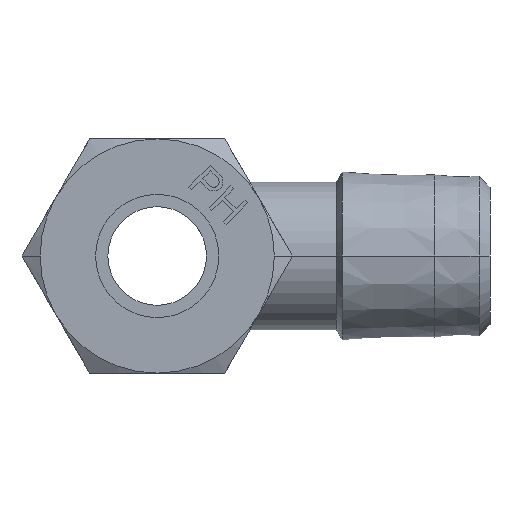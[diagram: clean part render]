
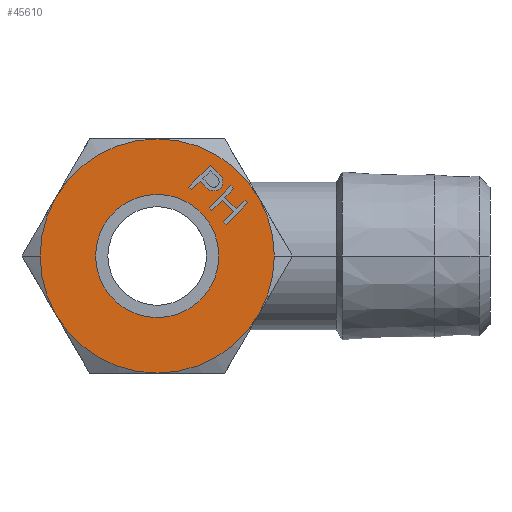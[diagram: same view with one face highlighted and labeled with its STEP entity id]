
A CAD part, left-side view. The second image highlights one B-rep face of the part: STEP entity #45610.
In plain terms, the highlighted face is planar.
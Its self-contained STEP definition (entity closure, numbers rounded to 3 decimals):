
#43530=CARTESIAN_POINT('',(7.75,4.75,0.));
#43540=DIRECTION('',(1.,-0.,-0.));
#43550=DIRECTION('',(-0.,-1.,0.));
#43560=AXIS2_PLACEMENT_3D('',#43530,#43540,#43550);
#43570=PLANE('',#43560);
#43580=CARTESIAN_POINT('',(7.75,0.,0.));
#43590=DIRECTION('',(-1.,0.,0.));
#43600=DIRECTION('',(0.,1.,0.));
#43610=AXIS2_PLACEMENT_3D('',#43580,#43590,#43600);
#43620=CIRCLE('',#43610,9.5);
#43630=CARTESIAN_POINT('',(7.75,-8.227,4.75));
#43640=VERTEX_POINT('',#43630);
#43650=CARTESIAN_POINT('',(7.75,0.,9.5));
#43660=VERTEX_POINT('',#43650);
#43670=EDGE_CURVE('',#43640,#43660,#43620,.T.);
#43680=ORIENTED_EDGE('',*,*,#43670,.F.);
#43690=CARTESIAN_POINT('',(7.75,8.227,4.75));
#43700=VERTEX_POINT('',#43690);
#43710=EDGE_CURVE('',#43660,#43700,#43620,.T.);
#43720=ORIENTED_EDGE('',*,*,#43710,.F.);
#43730=CARTESIAN_POINT('',(7.75,9.5,0.));
#43740=VERTEX_POINT('',#43730);
#43750=EDGE_CURVE('',#43700,#43740,#43620,.T.);
#43760=ORIENTED_EDGE('',*,*,#43750,.F.);
#43770=CARTESIAN_POINT('',(7.75,8.227,-4.75));
#43780=VERTEX_POINT('',#43770);
#43790=EDGE_CURVE('',#43740,#43780,#43620,.T.);
#43800=ORIENTED_EDGE('',*,*,#43790,.F.);
#43810=CARTESIAN_POINT('',(7.75,0.,-9.5));
#43820=VERTEX_POINT('',#43810);
#43830=EDGE_CURVE('',#43780,#43820,#43620,.T.);
#43840=ORIENTED_EDGE('',*,*,#43830,.F.);
#43850=CARTESIAN_POINT('',(7.75,-8.227,-4.75));
#43860=VERTEX_POINT('',#43850);
#43870=EDGE_CURVE('',#43820,#43860,#43620,.T.);
#43880=ORIENTED_EDGE('',*,*,#43870,.F.);
#43890=CARTESIAN_POINT('',(7.75,-9.5,0.));
#43900=VERTEX_POINT('',#43890);
#43910=EDGE_CURVE('',#43860,#43900,#43620,.T.);
#43920=ORIENTED_EDGE('',*,*,#43910,.F.);
#43930=EDGE_CURVE('',#43900,#43640,#43620,.T.);
#43940=ORIENTED_EDGE('',*,*,#43930,.F.);
#43950=EDGE_LOOP('',(#43940,#43920,#43880,#43840,#43800,#43760,#43720,
#43680));
#43960=FACE_OUTER_BOUND('',#43950,.T.);
#43970=CARTESIAN_POINT('',(7.75,0.,0.));
#43980=DIRECTION('',(1.,0.,0.));
#43990=DIRECTION('',(0.,-1.,0.));
#44000=AXIS2_PLACEMENT_3D('',#43970,#43980,#43990);
#44010=CIRCLE('',#44000,5.);
#44020=CARTESIAN_POINT('',(7.75,-5.,0.));
#44030=VERTEX_POINT('',#44020);
#44040=CARTESIAN_POINT('',(7.75,5.,0.));
#44050=VERTEX_POINT('',#44040);
#44060=EDGE_CURVE('',#44030,#44050,#44010,.T.);
#44070=ORIENTED_EDGE('',*,*,#44060,.F.);
#44080=EDGE_CURVE('',#44050,#44030,#44010,.T.);
#44090=ORIENTED_EDGE('',*,*,#44080,.F.);
#44100=EDGE_LOOP('',(#44090,#44070));
#44110=FACE_BOUND('',#44100,.T.);
#44120=CARTESIAN_POINT('',(7.75,-3.041,0.));
#44130=DIRECTION('',(0.,0.707,0.707));
#44140=VECTOR('',#44130,1.);
#44150=LINE('',#44120,#44140);
#44160=CARTESIAN_POINT('',(7.75,2.546,5.586));
#44170=VERTEX_POINT('',#44160);
#44180=CARTESIAN_POINT('',(7.75,4.313,7.354));
#44190=VERTEX_POINT('',#44180);
#44200=EDGE_CURVE('',#44170,#44190,#44150,.T.);
#44210=ORIENTED_EDGE('',*,*,#44200,.T.);
#44220=CARTESIAN_POINT('',(7.75,8.132,0.));
#44230=DIRECTION('',(0.,-0.707,0.707));
#44240=VECTOR('',#44230,1.);
#44250=LINE('',#44220,#44240);
#44260=CARTESIAN_POINT('',(7.75,2.775,5.356));
#44270=VERTEX_POINT('',#44260);
#44280=EDGE_CURVE('',#44270,#44170,#44250,.T.);
#44290=ORIENTED_EDGE('',*,*,#44280,.T.);
#44300=CARTESIAN_POINT('',(7.75,0.,2.581));
#44310=DIRECTION('',(0.,-0.707,-0.707));
#44320=VECTOR('',#44310,1.);
#44330=LINE('',#44300,#44320);
#44340=CARTESIAN_POINT('',(7.75,3.483,6.063));
#44350=VERTEX_POINT('',#44340);
#44360=EDGE_CURVE('',#44350,#44270,#44330,.T.);
#44370=ORIENTED_EDGE('',*,*,#44360,.T.);
#44380=CARTESIAN_POINT('',(7.75,0.,9.546));
#44390=DIRECTION('',(0.,-0.707,0.707));
#44400=VECTOR('',#44390,1.);
#44410=LINE('',#44380,#44400);
#44420=CARTESIAN_POINT('',(7.75,4.048,5.498));
#44430=VERTEX_POINT('',#44420);
#44440=EDGE_CURVE('',#44430,#44350,#44410,.T.);
#44450=ORIENTED_EDGE('',*,*,#44440,.T.);
#44460=CARTESIAN_POINT('',(7.75,4.579,6.028));
#44470=DIRECTION('',(1.,0.,0.));
#44480=DIRECTION('',(0.,0.,-1.));
#44490=AXIS2_PLACEMENT_3D('',#44460,#44470,#44480);
#44500=CIRCLE('',#44490,0.75);
#44510=CARTESIAN_POINT('',(7.75,5.109,6.558));
#44520=VERTEX_POINT('',#44510);
#44530=EDGE_CURVE('',#44430,#44520,#44500,.T.);
#44540=ORIENTED_EDGE('',*,*,#44530,.F.);
#44550=CARTESIAN_POINT('',(7.75,11.667,0.));
#44560=DIRECTION('',(0.,0.707,-0.707));
#44570=VECTOR('',#44560,1.);
#44580=LINE('',#44550,#44570);
#44590=EDGE_CURVE('',#44190,#44520,#44580,.T.);
#44600=ORIENTED_EDGE('',*,*,#44590,.T.);
#44610=EDGE_LOOP('',(#44600,#44540,#44450,#44370,#44290,#44210));
#44620=FACE_BOUND('',#44610,.T.);
#44630=CARTESIAN_POINT('',(7.75,0.283,0.));
#44640=DIRECTION('',(0.,0.707,0.707));
#44650=VECTOR('',#44640,1.);
#44660=LINE('',#44630,#44650);
#44670=CARTESIAN_POINT('',(7.75,4.207,3.924));
#44680=VERTEX_POINT('',#44670);
#44690=CARTESIAN_POINT('',(7.75,5.975,5.692));
#44700=VERTEX_POINT('',#44690);
#44710=EDGE_CURVE('',#44680,#44700,#44660,.T.);
#44720=ORIENTED_EDGE('',*,*,#44710,.T.);
#44730=CARTESIAN_POINT('',(7.75,8.132,0.));
#44740=DIRECTION('',(0.,-0.707,0.707));
#44750=VECTOR('',#44740,1.);
#44760=LINE('',#44730,#44750);
#44770=CARTESIAN_POINT('',(7.75,4.437,3.695));
#44780=VERTEX_POINT('',#44770);
#44790=EDGE_CURVE('',#44780,#44680,#44760,.T.);
#44800=ORIENTED_EDGE('',*,*,#44790,.T.);
#44810=CARTESIAN_POINT('',(7.75,0.742,0.));
#44820=DIRECTION('',(0.,-0.707,-0.707));
#44830=VECTOR('',#44820,1.);
#44840=LINE('',#44810,#44830);
#44850=CARTESIAN_POINT('',(7.75,5.268,4.525));
#44860=VERTEX_POINT('',#44850);
#44870=EDGE_CURVE('',#44860,#44780,#44840,.T.);
#44880=ORIENTED_EDGE('',*,*,#44870,.T.);
#44890=CARTESIAN_POINT('',(7.75,0.,9.793));
#44900=DIRECTION('',(0.,-0.707,0.707));
#44910=VECTOR('',#44900,1.);
#44920=LINE('',#44890,#44910);
#44930=CARTESIAN_POINT('',(7.75,6.187,3.606));
#44940=VERTEX_POINT('',#44930);
#44950=EDGE_CURVE('',#44940,#44860,#44920,.T.);
#44960=ORIENTED_EDGE('',*,*,#44950,.T.);
#44970=CARTESIAN_POINT('',(7.75,2.581,0.));
#44980=DIRECTION('',(0.,0.707,0.707));
#44990=VECTOR('',#44980,1.);
#45000=LINE('',#44970,#44990);
#45010=CARTESIAN_POINT('',(7.75,5.356,2.775));
#45020=VERTEX_POINT('',#45010);
#45030=EDGE_CURVE('',#45020,#44940,#45000,.T.);
#45040=ORIENTED_EDGE('',*,*,#45030,.T.);
#45050=CARTESIAN_POINT('',(7.75,8.132,0.));
#45060=DIRECTION('',(0.,-0.707,0.707));
#45070=VECTOR('',#45060,1.);
#45080=LINE('',#45050,#45070);
#45090=CARTESIAN_POINT('',(7.75,5.586,2.546));
#45100=VERTEX_POINT('',#45090);
#45110=EDGE_CURVE('',#45100,#45020,#45080,.T.);
#45120=ORIENTED_EDGE('',*,*,#45110,.T.);
#45130=CARTESIAN_POINT('',(7.75,0.,-3.041));
#45140=DIRECTION('',(0.,-0.707,-0.707));
#45150=VECTOR('',#45140,1.);
#45160=LINE('',#45130,#45150);
#45170=CARTESIAN_POINT('',(7.75,7.354,4.313));
#45180=VERTEX_POINT('',#45170);
#45190=EDGE_CURVE('',#45180,#45100,#45160,.T.);
#45200=ORIENTED_EDGE('',*,*,#45190,.T.);
#45210=CARTESIAN_POINT('',(7.75,11.667,0.));
#45220=DIRECTION('',(0.,0.707,-0.707));
#45230=VECTOR('',#45220,1.);
#45240=LINE('',#45210,#45230);
#45250=CARTESIAN_POINT('',(7.75,7.124,4.543));
#45260=VERTEX_POINT('',#45250);
#45270=EDGE_CURVE('',#45260,#45180,#45240,.T.);
#45280=ORIENTED_EDGE('',*,*,#45270,.T.);
#45290=CARTESIAN_POINT('',(7.75,2.581,0.));
#45300=DIRECTION('',(0.,0.707,0.707));
#45310=VECTOR('',#45300,1.);
#45320=LINE('',#45290,#45310);
#45330=CARTESIAN_POINT('',(7.75,6.399,3.818));
#45340=VERTEX_POINT('',#45330);
#45350=EDGE_CURVE('',#45340,#45260,#45320,.T.);
#45360=ORIENTED_EDGE('',*,*,#45350,.T.);
#45370=CARTESIAN_POINT('',(7.75,0.,10.218));
#45380=DIRECTION('',(0.,0.707,-0.707));
#45390=VECTOR('',#45380,1.);
#45400=LINE('',#45370,#45390);
#45410=CARTESIAN_POINT('',(7.75,5.48,4.738));
#45420=VERTEX_POINT('',#45410);
#45430=EDGE_CURVE('',#45420,#45340,#45400,.T.);
#45440=ORIENTED_EDGE('',*,*,#45430,.T.);
#45450=CARTESIAN_POINT('',(7.75,0.,-0.742));
#45460=DIRECTION('',(0.,-0.707,-0.707));
#45470=VECTOR('',#45460,1.);
#45480=LINE('',#45450,#45470);
#45490=CARTESIAN_POINT('',(7.75,6.205,5.462));
#45500=VERTEX_POINT('',#45490);
#45510=EDGE_CURVE('',#45500,#45420,#45480,.T.);
#45520=ORIENTED_EDGE('',*,*,#45510,.T.);
#45530=CARTESIAN_POINT('',(7.75,0.,11.667));
#45540=DIRECTION('',(0.,0.707,-0.707));
#45550=VECTOR('',#45540,1.);
#45560=LINE('',#45530,#45550);
#45570=EDGE_CURVE('',#44700,#45500,#45560,.T.);
#45580=ORIENTED_EDGE('',*,*,#45570,.T.);
#45590=EDGE_LOOP('',(#45580,#45520,#45440,#45360,#45280,#45200,#45120,
#45040,#44960,#44880,#44800,#44720));
#45600=FACE_BOUND('',#45590,.T.);
#45610=ADVANCED_FACE('',(#43960,#44110,#44620,#45600),#43570,.T.);
